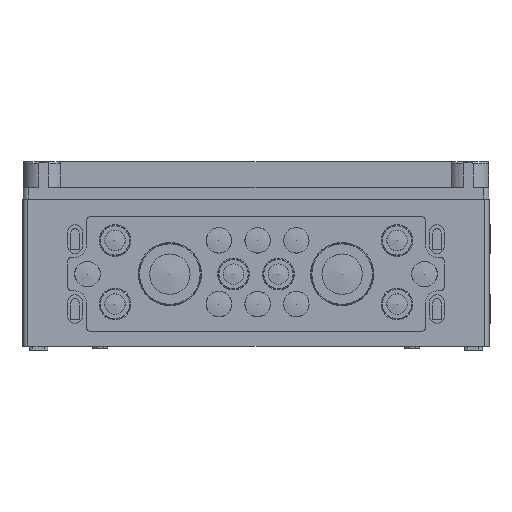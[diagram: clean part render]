
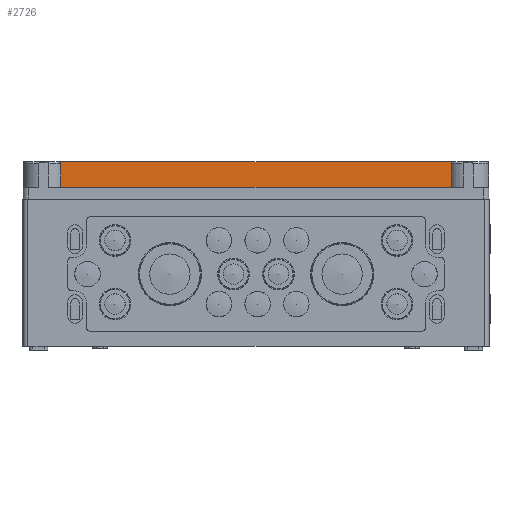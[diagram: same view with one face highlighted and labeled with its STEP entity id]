
A CAD part, front view. The second image highlights one B-rep face of the part: STEP entity #2726.
In plain terms, the highlighted planar face has unit normal (0, -1, 0).
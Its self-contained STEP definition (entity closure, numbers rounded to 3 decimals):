
#2726 = ADVANCED_FACE( '', ( #6915 ), #6916, .F. );
#6915 = FACE_OUTER_BOUND( '', #13085, .T. );
#6916 = PLANE( '', #13086 );
#13085 = EDGE_LOOP( '', ( #21502, #21503, #21504, #21505, #21506, #21507 ) );
#13086 = AXIS2_PLACEMENT_3D( '', #21508, #21509, #21510 );
#21502 = ORIENTED_EDGE( '', *, *, #34369, .F. );
#21503 = ORIENTED_EDGE( '', *, *, #36128, .T. );
#21504 = ORIENTED_EDGE( '', *, *, #36129, .F. );
#21505 = ORIENTED_EDGE( '', *, *, #36130, .T. );
#21506 = ORIENTED_EDGE( '', *, *, #36131, .F. );
#21507 = ORIENTED_EDGE( '', *, *, #34849, .F. );
#21508 = CARTESIAN_POINT( '', ( 6.4, 6.4, 30. ) );
#21509 = DIRECTION( '', ( 0., 1., 0. ) );
#21510 = DIRECTION( '', ( -1., 0., 0. ) );
#34369 = EDGE_CURVE( '', #40747, #40743, #40749, .T. );
#34849 = EDGE_CURVE( '', #40743, #41597, #41598, .T. );
#36128 = EDGE_CURVE( '', #40747, #43728, #43729, .T. );
#36129 = EDGE_CURVE( '', #43730, #43728, #43731, .T. );
#36130 = EDGE_CURVE( '', #43730, #43732, #43733, .T. );
#36131 = EDGE_CURVE( '', #41597, #43732, #43734, .F. );
#40743 = VERTEX_POINT( '', #50063 );
#40747 = VERTEX_POINT( '', #50068 );
#40749 = LINE( '', #50070, #50071 );
#41597 = VERTEX_POINT( '', #51192 );
#41598 = LINE( '', #51193, #51194 );
#43728 = VERTEX_POINT( '', #54055 );
#43729 = B_SPLINE_CURVE_WITH_KNOTS( '', 3, ( #54056, #54057, #54058, #54059, #54060, #54061, #54062, #54063, #54064, #54065, #54066, #54067, #54068, #54069 ), .UNSPECIFIED., .F., .F., ( 4, 2, 2, 2, 2, 2, 4 ), ( 0.011, 0.011, 0.011, 0.012, 0.012, 0.013, 0.013 ), .UNSPECIFIED. );
#43730 = VERTEX_POINT( '', #54070 );
#43731 = LINE( '', #54071, #54072 );
#43732 = VERTEX_POINT( '', #54073 );
#43733 = B_SPLINE_CURVE_WITH_KNOTS( '', 3, ( #54074, #54075, #54076, #54077, #54078, #54079, #54080, #54081, #54082, #54083, #54084, #54085, #54086, #54087 ), .UNSPECIFIED., .F., .F., ( 4, 2, 2, 2, 2, 2, 4 ), ( 0.003, 0.003, 0.004, 0.004, 0.005, 0.005, 0.005 ), .UNSPECIFIED. );
#43734 = LINE( '', #54088, #54089 );
#50063 = CARTESIAN_POINT( '', ( 342.826, 6.4, 9.5 ) );
#50068 = CARTESIAN_POINT( '', ( 342.826, 6.4, 28.5 ) );
#50070 = CARTESIAN_POINT( '', ( 342.826, 6.4, 0. ) );
#50071 = VECTOR( '', #62408, 1000. );
#51192 = CARTESIAN_POINT( '', ( 30.174, 6.4, 9.5 ) );
#51193 = CARTESIAN_POINT( '', ( 4., 6.4, 9.5 ) );
#51194 = VECTOR( '', #63024, 1000. );
#54055 = CARTESIAN_POINT( '', ( 344.742, 6.4, 30. ) );
#54056 = CARTESIAN_POINT( '', ( 342.826, 6.4, 28.5 ) );
#54057 = CARTESIAN_POINT( '', ( 342.826, 6.4, 28.614 ) );
#54058 = CARTESIAN_POINT( '', ( 342.842, 6.4, 28.727 ) );
#54059 = CARTESIAN_POINT( '', ( 342.904, 6.4, 28.944 ) );
#54060 = CARTESIAN_POINT( '', ( 342.949, 6.4, 29.047 ) );
#54061 = CARTESIAN_POINT( '', ( 343.122, 6.4, 29.338 ) );
#54062 = CARTESIAN_POINT( '', ( 343.285, 6.4, 29.502 ) );
#54063 = CARTESIAN_POINT( '', ( 343.562, 6.4, 29.694 ) );
#54064 = CARTESIAN_POINT( '', ( 343.659, 6.4, 29.748 ) );
#54065 = CARTESIAN_POINT( '', ( 343.863, 6.4, 29.842 ) );
#54066 = CARTESIAN_POINT( '', ( 343.97, 6.4, 29.881 ) );
#54067 = CARTESIAN_POINT( '', ( 344.294, 6.4, 29.971 ) );
#54068 = CARTESIAN_POINT( '', ( 344.517, 6.4, 30. ) );
#54069 = CARTESIAN_POINT( '', ( 344.742, 6.4, 30. ) );
#54070 = CARTESIAN_POINT( '', ( 28.258, 6.4, 30. ) );
#54071 = CARTESIAN_POINT( '', ( 6.4, 6.4, 30. ) );
#54072 = VECTOR( '', #64675, 1000. );
#54073 = CARTESIAN_POINT( '', ( 30.174, 6.4, 28.5 ) );
#54074 = CARTESIAN_POINT( '', ( 28.258, 6.4, 30. ) );
#54075 = CARTESIAN_POINT( '', ( 28.481, 6.4, 30. ) );
#54076 = CARTESIAN_POINT( '', ( 28.704, 6.4, 29.972 ) );
#54077 = CARTESIAN_POINT( '', ( 29.14, 6.4, 29.85 ) );
#54078 = CARTESIAN_POINT( '', ( 29.345, 6.4, 29.758 ) );
#54079 = CARTESIAN_POINT( '', ( 29.625, 6.4, 29.565 ) );
#54080 = CARTESIAN_POINT( '', ( 29.711, 6.4, 29.493 ) );
#54081 = CARTESIAN_POINT( '', ( 29.867, 6.4, 29.33 ) );
#54082 = CARTESIAN_POINT( '', ( 29.937, 6.4, 29.24 ) );
#54083 = CARTESIAN_POINT( '', ( 30.051, 6.4, 29.046 ) );
#54084 = CARTESIAN_POINT( '', ( 30.097, 6.4, 28.942 ) );
#54085 = CARTESIAN_POINT( '', ( 30.159, 6.4, 28.724 ) );
#54086 = CARTESIAN_POINT( '', ( 30.174, 6.4, 28.613 ) );
#54087 = CARTESIAN_POINT( '', ( 30.174, 6.4, 28.5 ) );
#54088 = CARTESIAN_POINT( '', ( 30.174, 6.4, 0. ) );
#54089 = VECTOR( '', #64676, 1000. );
#62408 = DIRECTION( '', ( 0., 0., -1. ) );
#63024 = DIRECTION( '', ( -1., 0., 0. ) );
#64675 = DIRECTION( '', ( 1., 0., 0. ) );
#64676 = DIRECTION( '', ( 0., 0., -1. ) );
